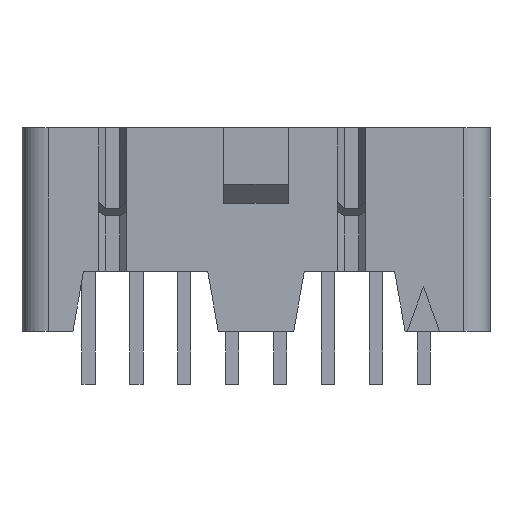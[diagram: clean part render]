
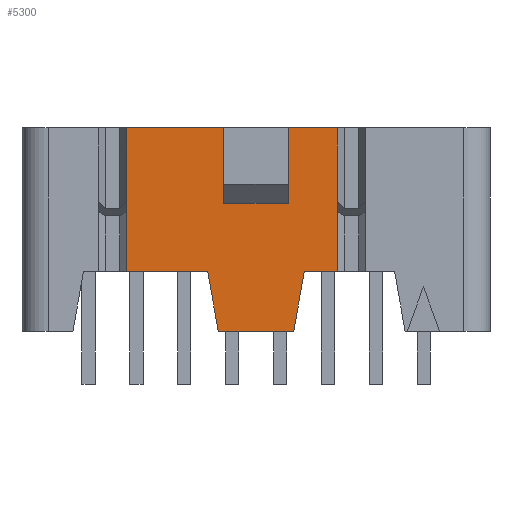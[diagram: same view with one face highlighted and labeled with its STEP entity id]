
A CAD part, front view. The second image highlights one B-rep face of the part: STEP entity #5300.
In plain terms, the highlighted planar face has unit normal (0, -1, 0).
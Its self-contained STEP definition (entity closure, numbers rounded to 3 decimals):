
#322=FACE_OUTER_BOUND($,#635,.T.);
#635=EDGE_LOOP($,(#4370,#4371,#4372,#4373,#4374,#4375,#4376,#4377,#4378,
#4379,#4380,#4381,#4382,#4383));
#1039=LINE($,#7789,#1744);
#1046=LINE($,#7810,#1751);
#1233=LINE($,#8194,#1938);
#1236=LINE($,#8199,#1941);
#1238=LINE($,#8203,#1943);
#1253=LINE($,#8235,#1958);
#1255=LINE($,#8239,#1960);
#1260=LINE($,#8248,#1965);
#1268=LINE($,#8264,#1973);
#1284=LINE($,#8298,#1989);
#1285=LINE($,#8301,#1990);
#1286=LINE($,#8303,#1991);
#1287=LINE($,#8304,#1992);
#1288=LINE($,#8305,#1993);
#1744=VECTOR($,#6354,3.919);
#1751=VECTOR($,#6373,3.701);
#1938=VECTOR($,#6736,4.);
#1941=VECTOR($,#6741,3.4);
#1943=VECTOR($,#6745,4.);
#1958=VECTOR($,#6770,4.);
#1960=VECTOR($,#6774,3.229);
#1965=VECTOR($,#6781,3.229);
#1973=VECTOR($,#6795,4.289);
#1989=VECTOR($,#6815,1.749);
#1990=VECTOR($,#6818,5.15);
#1991=VECTOR($,#6819,3.919);
#1992=VECTOR($,#6820,3.701);
#1993=VECTOR($,#6821,2.61);
#2321=VERTEX_POINT($,#7720);
#2346=VERTEX_POINT($,#7787);
#2354=VERTEX_POINT($,#7809);
#2462=VERTEX_POINT($,#8192);
#2463=VERTEX_POINT($,#8193);
#2464=VERTEX_POINT($,#8198);
#2465=VERTEX_POINT($,#8202);
#2476=VERTEX_POINT($,#8232);
#2477=VERTEX_POINT($,#8234);
#2478=VERTEX_POINT($,#8238);
#2481=VERTEX_POINT($,#8245);
#2486=VERTEX_POINT($,#8263);
#2503=VERTEX_POINT($,#8300);
#2504=VERTEX_POINT($,#8302);
#2910=EDGE_CURVE($,#2346,#2321,#1039,.T.);
#2920=EDGE_CURVE($,#2321,#2354,#1046,.T.);
#3109=EDGE_CURVE($,#2462,#2463,#1233,.T.);
#3112=EDGE_CURVE($,#2464,#2462,#1236,.T.);
#3114=EDGE_CURVE($,#2464,#2465,#1238,.T.);
#3129=EDGE_CURVE($,#2477,#2476,#1253,.T.);
#3131=EDGE_CURVE($,#2478,#2476,#1255,.T.);
#3136=EDGE_CURVE($,#2477,#2481,#1260,.T.);
#3144=EDGE_CURVE($,#2486,#2481,#1268,.T.);
#3162=EDGE_CURVE($,#2478,#2354,#1284,.T.);
#3163=EDGE_CURVE($,#2503,#2463,#1285,.T.);
#3164=EDGE_CURVE($,#2503,#2504,#1286,.T.);
#3165=EDGE_CURVE($,#2504,#2486,#1287,.T.);
#3166=EDGE_CURVE($,#2465,#2346,#1288,.T.);
#4370=ORIENTED_EDGE($,*,*,#3163,.F.);
#4371=ORIENTED_EDGE($,*,*,#3164,.T.);
#4372=ORIENTED_EDGE($,*,*,#3165,.T.);
#4373=ORIENTED_EDGE($,*,*,#3144,.T.);
#4374=ORIENTED_EDGE($,*,*,#3136,.F.);
#4375=ORIENTED_EDGE($,*,*,#3129,.T.);
#4376=ORIENTED_EDGE($,*,*,#3131,.F.);
#4377=ORIENTED_EDGE($,*,*,#3162,.T.);
#4378=ORIENTED_EDGE($,*,*,#2920,.F.);
#4379=ORIENTED_EDGE($,*,*,#2910,.F.);
#4380=ORIENTED_EDGE($,*,*,#3166,.F.);
#4381=ORIENTED_EDGE($,*,*,#3114,.F.);
#4382=ORIENTED_EDGE($,*,*,#3112,.T.);
#4383=ORIENTED_EDGE($,*,*,#3109,.T.);
#4991=PLANE($,#5658);
#5300=ADVANCED_FACE($,(#322),#4991,.T.);
#5658=AXIS2_PLACEMENT_3D($,#8299,#6816,#6817);
#6354=DIRECTION($,(0.,0.,-1.));
#6373=DIRECTION($,(0.,0.,-1.));
#6736=DIRECTION($,(0.,0.,1.));
#6741=DIRECTION($,(-1.,0.,0.));
#6745=DIRECTION($,(0.,0.,1.));
#6770=DIRECTION($,(1.,0.,0.));
#6774=DIRECTION($,(-0.174,0.,-0.985));
#6781=DIRECTION($,(-0.174,0.,0.985));
#6795=DIRECTION($,(1.,0.,0.));
#6815=DIRECTION($,(1.,0.,0.));
#6816=DIRECTION('center_axis',(0.,-1.,0.));
#6817=DIRECTION('ref_axis',(0.,0.,-1.));
#6818=DIRECTION($,(1.,0.,0.));
#6819=DIRECTION($,(0.,0.,-1.));
#6820=DIRECTION($,(0.,0.,-1.));
#6821=DIRECTION($,(1.,0.,0.));
#7720=CARTESIAN_POINT('',(4.31,-3.025,6.881));
#7787=CARTESIAN_POINT('',(4.31,-3.025,10.8));
#7789=CARTESIAN_POINT($,(4.31,-3.025,10.8));
#7809=CARTESIAN_POINT('',(4.31,-3.025,3.18));
#7810=CARTESIAN_POINT($,(4.31,-3.025,6.881));
#8192=CARTESIAN_POINT('',(-1.7,-3.025,6.8));
#8193=CARTESIAN_POINT('',(-1.7,-3.025,10.8));
#8194=CARTESIAN_POINT($,(-1.7,-3.025,6.8));
#8198=CARTESIAN_POINT('',(1.7,-3.025,6.8));
#8199=CARTESIAN_POINT($,(1.7,-3.025,6.8));
#8202=CARTESIAN_POINT('',(1.7,-3.025,10.8));
#8203=CARTESIAN_POINT($,(1.7,-3.025,6.8));
#8232=CARTESIAN_POINT('',(2.,-3.025,0.));
#8234=CARTESIAN_POINT('',(-2.,-3.025,0.));
#8235=CARTESIAN_POINT($,(-2.,-3.025,0.));
#8238=CARTESIAN_POINT('',(2.561,-3.025,3.18));
#8239=CARTESIAN_POINT($,(2.561,-3.025,3.18));
#8245=CARTESIAN_POINT('',(-2.561,-3.025,3.18));
#8248=CARTESIAN_POINT($,(-2.,-3.025,0.));
#8263=CARTESIAN_POINT('',(-6.85,-3.025,3.18));
#8264=CARTESIAN_POINT($,(-9.39,-3.025,3.18));
#8298=CARTESIAN_POINT($,(0.021,-3.025,3.18));
#8299=CARTESIAN_POINT('Origin',(-7.662,-3.025,11.34));
#8300=CARTESIAN_POINT('',(-6.85,-3.025,10.8));
#8301=CARTESIAN_POINT($,(-9.39,-3.025,10.8));
#8302=CARTESIAN_POINT('',(-6.85,-3.025,6.881));
#8303=CARTESIAN_POINT($,(-6.85,-3.025,10.8));
#8304=CARTESIAN_POINT($,(-6.85,-3.025,6.881));
#8305=CARTESIAN_POINT($,(-0.84,-3.025,10.8));
